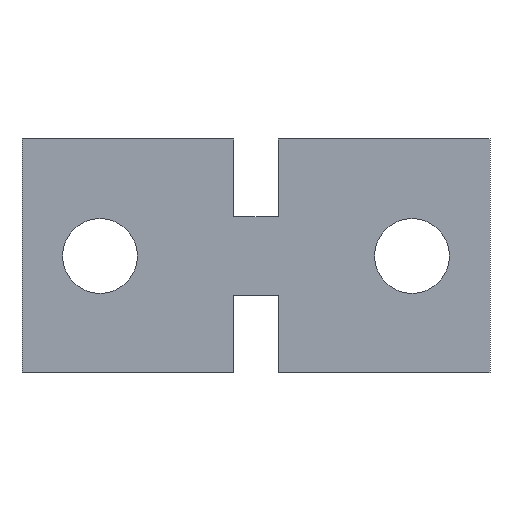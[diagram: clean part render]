
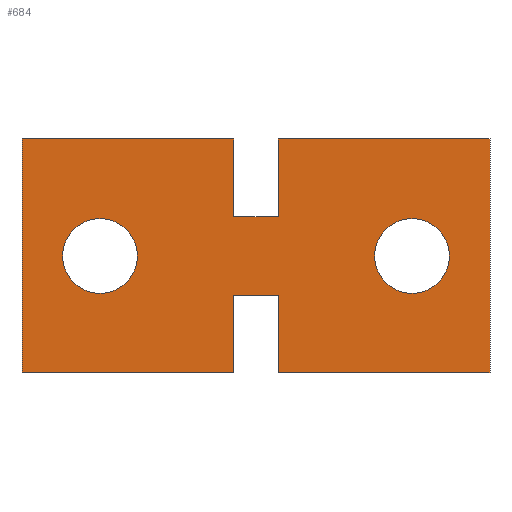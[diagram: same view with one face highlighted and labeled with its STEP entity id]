
A CAD part, front view. The second image highlights one B-rep face of the part: STEP entity #684.
In plain terms, the highlighted planar face has unit normal (0, -1, 0).
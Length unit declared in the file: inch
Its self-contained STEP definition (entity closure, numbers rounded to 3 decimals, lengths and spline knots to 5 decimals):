
#13 = VERTEX_POINT ( 'NONE', #160 ) ;
#15 = AXIS2_PLACEMENT_3D ( 'NONE', #793, #363, #451 ) ;
#23 = ORIENTED_EDGE ( 'NONE', *, *, #118, .F. ) ;
#24 = LINE ( 'NONE', #87, #114 ) ;
#26 = EDGE_LOOP ( 'NONE', ( #605, #44 ) ) ;
#28 = CARTESIAN_POINT ( 'NONE',  ( -0.25, 0., 0. ) ) ;
#41 = EDGE_CURVE ( 'NONE', #244, #506, #888, .T. ) ;
#43 = EDGE_CURVE ( 'NONE', #506, #46, #1053, .T. ) ;
#44 = ORIENTED_EDGE ( 'NONE', *, *, #1051, .F. ) ;
#46 = VERTEX_POINT ( 'NONE', #434 ) ;
#49 = EDGE_CURVE ( 'NONE', #46, #320, #782, .T. ) ;
#60 = VERTEX_POINT ( 'NONE', #615 ) ;
#61 = DIRECTION ( 'NONE',  ( 0., 0., -1. ) ) ;
#63 = EDGE_CURVE ( 'NONE', #1072, #814, #790, .T. ) ;
#80 = LINE ( 'NONE', #440, #155 ) ;
#87 = CARTESIAN_POINT ( 'NONE',  ( -0.0355, 0., 0.0625 ) ) ;
#95 = AXIS2_PLACEMENT_3D ( 'NONE', #28, #384, #481 ) ;
#101 = FACE_OUTER_BOUND ( 'NONE', #219, .T. ) ;
#104 = DIRECTION ( 'NONE',  ( 1., 0., 0. ) ) ;
#110 = ORIENTED_EDGE ( 'NONE', *, *, #43, .T. ) ;
#111 = CARTESIAN_POINT ( 'NONE',  ( -0.0355, 0., 0.0625 ) ) ;
#114 = VECTOR ( 'NONE', #971, 39.37008 ) ;
#115 = DIRECTION ( 'NONE',  ( 0., 0., -1. ) ) ;
#118 = EDGE_CURVE ( 'NONE', #936, #320, #623, .T. ) ;
#123 = CARTESIAN_POINT ( 'NONE',  ( -0.375, 0., 0.1875 ) ) ;
#138 = VECTOR ( 'NONE', #364, 39.37008 ) ;
#152 = LINE ( 'NONE', #840, #578 ) ;
#153 = EDGE_CURVE ( 'NONE', #13, #936, #80, .T. ) ;
#155 = VECTOR ( 'NONE', #786, 39.37008 ) ;
#160 = CARTESIAN_POINT ( 'NONE',  ( 0.0355, 0., 0.0625 ) ) ;
#163 = CARTESIAN_POINT ( 'NONE',  ( 0.0355, 0., -0.1875 ) ) ;
#166 = ORIENTED_EDGE ( 'NONE', *, *, #382, .T. ) ;
#168 = AXIS2_PLACEMENT_3D ( 'NONE', #579, #237, #61 ) ;
#176 = CARTESIAN_POINT ( 'NONE',  ( 0.375, 0., -0.1875 ) ) ;
#192 = VECTOR ( 'NONE', #1058, 39.37008 ) ;
#219 = EDGE_LOOP ( 'NONE', ( #401, #457, #110, #423, #23, #1015, #977, #510, #1046, #290, #166, #738 ) ) ;
#223 = LINE ( 'NONE', #511, #540 ) ;
#226 = EDGE_CURVE ( 'NONE', #668, #244, #408, .T. ) ;
#229 = DIRECTION ( 'NONE',  ( 1., 0., 0. ) ) ;
#233 = EDGE_CURVE ( 'NONE', #644, #733, #796, .T. ) ;
#237 = DIRECTION ( 'NONE',  ( 0., -1., 0. ) ) ;
#244 = VERTEX_POINT ( 'NONE', #749 ) ;
#278 = CARTESIAN_POINT ( 'NONE',  ( -0.0355, 0., -0.0625 ) ) ;
#287 = ORIENTED_EDGE ( 'NONE', *, *, #602, .F. ) ;
#290 = ORIENTED_EDGE ( 'NONE', *, *, #63, .F. ) ;
#293 = LINE ( 'NONE', #965, #917 ) ;
#298 = CARTESIAN_POINT ( 'NONE',  ( 0.19, 0., 0. ) ) ;
#320 = VERTEX_POINT ( 'NONE', #902 ) ;
#341 = CIRCLE ( 'NONE', #168, 0.06 ) ;
#354 = DIRECTION ( 'NONE',  ( 0., 0., 1. ) ) ;
#359 = CARTESIAN_POINT ( 'NONE',  ( -0.375, 0., 0.1875 ) ) ;
#363 = DIRECTION ( 'NONE',  ( 0., -1., 0. ) ) ;
#364 = DIRECTION ( 'NONE',  ( 1., 0., 0. ) ) ;
#377 = CIRCLE ( 'NONE', #794, 0.06 ) ;
#382 = EDGE_CURVE ( 'NONE', #1072, #60, #152, .T. ) ;
#384 = DIRECTION ( 'NONE',  ( 0., -1., 0. ) ) ;
#388 = FACE_BOUND ( 'NONE', #26, .T. ) ;
#397 = EDGE_CURVE ( 'NONE', #1040, #654, #223, .T. ) ;
#401 = ORIENTED_EDGE ( 'NONE', *, *, #226, .T. ) ;
#408 = LINE ( 'NONE', #278, #1131 ) ;
#412 = DIRECTION ( 'NONE',  ( 1., 0., 0. ) ) ;
#420 = EDGE_CURVE ( 'NONE', #720, #742, #341, .T. ) ;
#423 = ORIENTED_EDGE ( 'NONE', *, *, #49, .T. ) ;
#434 = CARTESIAN_POINT ( 'NONE',  ( 0.375, 0., -0.1875 ) ) ;
#436 = CARTESIAN_POINT ( 'NONE',  ( 0.0355, 0., 0.1875 ) ) ;
#440 = CARTESIAN_POINT ( 'NONE',  ( 0.0355, 0., -3.31745 ) ) ;
#447 = DIRECTION ( 'NONE',  ( 0., -1., 0. ) ) ;
#451 = DIRECTION ( 'NONE',  ( 0., 0., -1. ) ) ;
#452 = DIRECTION ( 'NONE',  ( 1., 0., 0. ) ) ;
#456 = CARTESIAN_POINT ( 'NONE',  ( 0.25, 0., 0. ) ) ;
#457 = ORIENTED_EDGE ( 'NONE', *, *, #41, .T. ) ;
#460 = EDGE_LOOP ( 'NONE', ( #287, #529 ) ) ;
#474 = CARTESIAN_POINT ( 'NONE',  ( -0.0355, 0., 0.1875 ) ) ;
#481 = DIRECTION ( 'NONE',  ( 0., 0., -1. ) ) ;
#504 = DIRECTION ( 'NONE',  ( 0., 0., 1. ) ) ;
#506 = VERTEX_POINT ( 'NONE', #163 ) ;
#510 = ORIENTED_EDGE ( 'NONE', *, *, #397, .T. ) ;
#511 = CARTESIAN_POINT ( 'NONE',  ( -0.0355, 0., -3.31745 ) ) ;
#529 = ORIENTED_EDGE ( 'NONE', *, *, #233, .F. ) ;
#540 = VECTOR ( 'NONE', #504, 39.37008 ) ;
#558 = CARTESIAN_POINT ( 'NONE',  ( -0.0355, 0., -0.0625 ) ) ;
#569 = CARTESIAN_POINT ( 'NONE',  ( 0.31, 0., 0. ) ) ;
#578 = VECTOR ( 'NONE', #412, 39.37008 ) ;
#579 = CARTESIAN_POINT ( 'NONE',  ( 0.25, 0., 0. ) ) ;
#583 = LINE ( 'NONE', #650, #699 ) ;
#602 = EDGE_CURVE ( 'NONE', #733, #644, #377, .T. ) ;
#605 = ORIENTED_EDGE ( 'NONE', *, *, #420, .F. ) ;
#607 = EDGE_CURVE ( 'NONE', #668, #60, #293, .T. ) ;
#614 = VECTOR ( 'NONE', #452, 39.37008 ) ;
#615 = CARTESIAN_POINT ( 'NONE',  ( -0.0355, 0., -0.1875 ) ) ;
#620 = DIRECTION ( 'NONE',  ( 0., 0., 1. ) ) ;
#623 = LINE ( 'NONE', #359, #138 ) ;
#628 = CARTESIAN_POINT ( 'NONE',  ( -0.375, 0., -0.1875 ) ) ;
#630 = FACE_BOUND ( 'NONE', #460, .T. ) ;
#640 = CARTESIAN_POINT ( 'NONE',  ( -0.25, 0., 0. ) ) ;
#644 = VERTEX_POINT ( 'NONE', #891 ) ;
#645 = CIRCLE ( 'NONE', #762, 0.06 ) ;
#650 = CARTESIAN_POINT ( 'NONE',  ( -0.375, 0., 0.1875 ) ) ;
#654 = VERTEX_POINT ( 'NONE', #474 ) ;
#658 = CARTESIAN_POINT ( 'NONE',  ( -0.31, 0., 0. ) ) ;
#668 = VERTEX_POINT ( 'NONE', #558 ) ;
#677 = EDGE_CURVE ( 'NONE', #13, #1040, #24, .T. ) ;
#684 = ADVANCED_FACE ( 'NONE', ( #388, #630, #101 ), #723, .T. ) ;
#699 = VECTOR ( 'NONE', #229, 39.37008 ) ;
#720 = VERTEX_POINT ( 'NONE', #298 ) ;
#723 = PLANE ( 'NONE',  #15 ) ;
#733 = VERTEX_POINT ( 'NONE', #658 ) ;
#738 = ORIENTED_EDGE ( 'NONE', *, *, #607, .F. ) ;
#742 = VERTEX_POINT ( 'NONE', #569 ) ;
#749 = CARTESIAN_POINT ( 'NONE',  ( 0.0355, 0., -0.0625 ) ) ;
#752 = EDGE_CURVE ( 'NONE', #814, #654, #583, .T. ) ;
#762 = AXIS2_PLACEMENT_3D ( 'NONE', #456, #804, #1050 ) ;
#764 = VECTOR ( 'NONE', #354, 39.37008 ) ;
#780 = VECTOR ( 'NONE', #620, 39.37008 ) ;
#782 = LINE ( 'NONE', #176, #780 ) ;
#786 = DIRECTION ( 'NONE',  ( 0., 0., 1. ) ) ;
#790 = LINE ( 'NONE', #801, #764 ) ;
#793 = CARTESIAN_POINT ( 'NONE',  ( -0.375, 0., -0.1875 ) ) ;
#794 = AXIS2_PLACEMENT_3D ( 'NONE', #640, #447, #896 ) ;
#796 = CIRCLE ( 'NONE', #95, 0.06 ) ;
#801 = CARTESIAN_POINT ( 'NONE',  ( -0.375, 0., -0.1875 ) ) ;
#804 = DIRECTION ( 'NONE',  ( 0., -1., 0. ) ) ;
#814 = VERTEX_POINT ( 'NONE', #123 ) ;
#840 = CARTESIAN_POINT ( 'NONE',  ( -0.375, 0., -0.1875 ) ) ;
#882 = CARTESIAN_POINT ( 'NONE',  ( 0.0355, 0., 3.31745 ) ) ;
#888 = LINE ( 'NONE', #882, #192 ) ;
#891 = CARTESIAN_POINT ( 'NONE',  ( -0.19, 0., 0. ) ) ;
#896 = DIRECTION ( 'NONE',  ( 0., 0., -1. ) ) ;
#902 = CARTESIAN_POINT ( 'NONE',  ( 0.375, 0., 0.1875 ) ) ;
#917 = VECTOR ( 'NONE', #115, 39.37008 ) ;
#936 = VERTEX_POINT ( 'NONE', #436 ) ;
#950 = CARTESIAN_POINT ( 'NONE',  ( -0.375, 0., -0.1875 ) ) ;
#965 = CARTESIAN_POINT ( 'NONE',  ( -0.0355, 0., 3.31745 ) ) ;
#971 = DIRECTION ( 'NONE',  ( -1., 0., 0. ) ) ;
#977 = ORIENTED_EDGE ( 'NONE', *, *, #677, .T. ) ;
#1015 = ORIENTED_EDGE ( 'NONE', *, *, #153, .F. ) ;
#1040 = VERTEX_POINT ( 'NONE', #111 ) ;
#1046 = ORIENTED_EDGE ( 'NONE', *, *, #752, .F. ) ;
#1050 = DIRECTION ( 'NONE',  ( 0., 0., -1. ) ) ;
#1051 = EDGE_CURVE ( 'NONE', #742, #720, #645, .T. ) ;
#1053 = LINE ( 'NONE', #950, #614 ) ;
#1058 = DIRECTION ( 'NONE',  ( 0., 0., -1. ) ) ;
#1072 = VERTEX_POINT ( 'NONE', #628 ) ;
#1131 = VECTOR ( 'NONE', #104, 39.37008 ) ;
